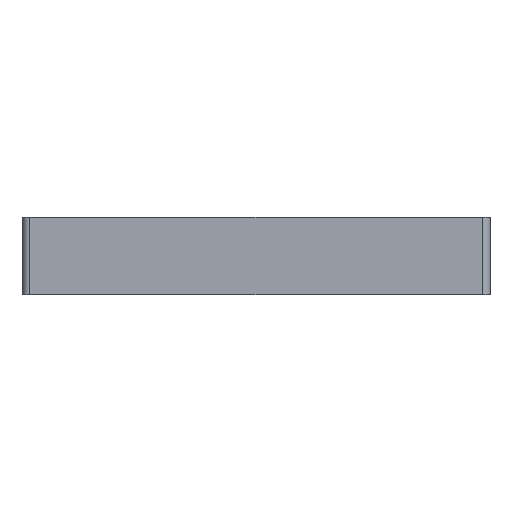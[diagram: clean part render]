
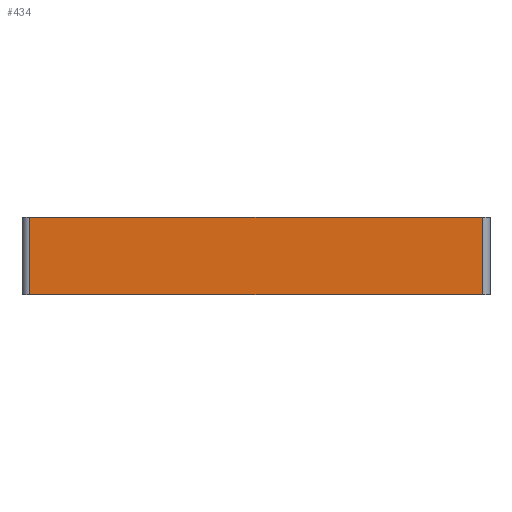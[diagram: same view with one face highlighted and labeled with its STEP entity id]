
A CAD part, front view. The second image highlights one B-rep face of the part: STEP entity #434.
In plain terms, the highlighted planar face has unit normal (0, -1, 0).
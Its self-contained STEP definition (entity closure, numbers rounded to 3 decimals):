
#230 = VERTEX_POINT ( 'NONE', #993 ) ;
#233 = VERTEX_POINT ( 'NONE', #949 ) ;
#270 = VERTEX_POINT ( 'NONE', #1050 ) ;
#281 = EDGE_CURVE ( 'NONE', #270, #230, #1040, .T. ) ;
#285 = EDGE_CURVE ( 'NONE', #233, #330, #1079, .T. ) ;
#330 = VERTEX_POINT ( 'NONE', #1093 ) ;
#332 = EDGE_LOOP ( 'NONE', ( #380, #433, #435, #369 ) ) ;
#333 = EDGE_CURVE ( 'NONE', #233, #270, #1102, .T. ) ;
#369 = ORIENTED_EDGE ( 'NONE', *, *, #333, .T. ) ;
#379 = EDGE_CURVE ( 'NONE', #330, #230, #1167, .T. ) ;
#380 = ORIENTED_EDGE ( 'NONE', *, *, #281, .T. ) ;
#433 = ORIENTED_EDGE ( 'NONE', *, *, #379, .F. ) ;
#434 = ADVANCED_FACE ( 'NONE', ( #1251 ), #1250, .F. ) ;
#435 = ORIENTED_EDGE ( 'NONE', *, *, #285, .F. ) ;
#949 = CARTESIAN_POINT ( 'NONE',  ( 1323.289, 3563.85, 10. ) ) ;
#993 = CARTESIAN_POINT ( 'NONE',  ( 1381.289, 3563.85, 0. ) ) ;
#1040 = LINE ( 'NONE', #1089, #1088 ) ;
#1050 = CARTESIAN_POINT ( 'NONE',  ( 1323.289, 3563.85, 0. ) ) ;
#1076 = DIRECTION ( 'NONE',  ( 1., 0., 0. ) ) ;
#1077 = VECTOR ( 'NONE', #1076, 1000. ) ;
#1078 = CARTESIAN_POINT ( 'NONE',  ( 1323.289, 3563.85, 10. ) ) ;
#1079 = LINE ( 'NONE', #1078, #1077 ) ;
#1087 = DIRECTION ( 'NONE',  ( 1., 0., 0. ) ) ;
#1088 = VECTOR ( 'NONE', #1087, 1000. ) ;
#1089 = CARTESIAN_POINT ( 'NONE',  ( 1323.289, 3563.85, 0. ) ) ;
#1093 = CARTESIAN_POINT ( 'NONE',  ( 1381.289, 3563.85, 10. ) ) ;
#1102 = LINE ( 'NONE', #1136, #1135 ) ;
#1134 = DIRECTION ( 'NONE',  ( 0., 0., -1. ) ) ;
#1135 = VECTOR ( 'NONE', #1134, 1000. ) ;
#1136 = CARTESIAN_POINT ( 'NONE',  ( 1323.289, 3563.85, 10. ) ) ;
#1167 = LINE ( 'NONE', #1184, #1183 ) ;
#1180 = DIRECTION ( 'NONE',  ( 0., 0., -1. ) ) ;
#1183 = VECTOR ( 'NONE', #1180, 1000. ) ;
#1184 = CARTESIAN_POINT ( 'NONE',  ( 1381.289, 3563.85, 10. ) ) ;
#1237 = CARTESIAN_POINT ( 'NONE',  ( 1323.289, 3563.85, 10. ) ) ;
#1240 = AXIS2_PLACEMENT_3D ( 'NONE', #1237, #1249, #1302 ) ;
#1249 = DIRECTION ( 'NONE',  ( 0., 1., 0. ) ) ;
#1250 = PLANE ( 'NONE',  #1240 ) ;
#1251 = FACE_OUTER_BOUND ( 'NONE', #332, .T. ) ;
#1302 = DIRECTION ( 'NONE',  ( 0., 0., 1. ) ) ;
